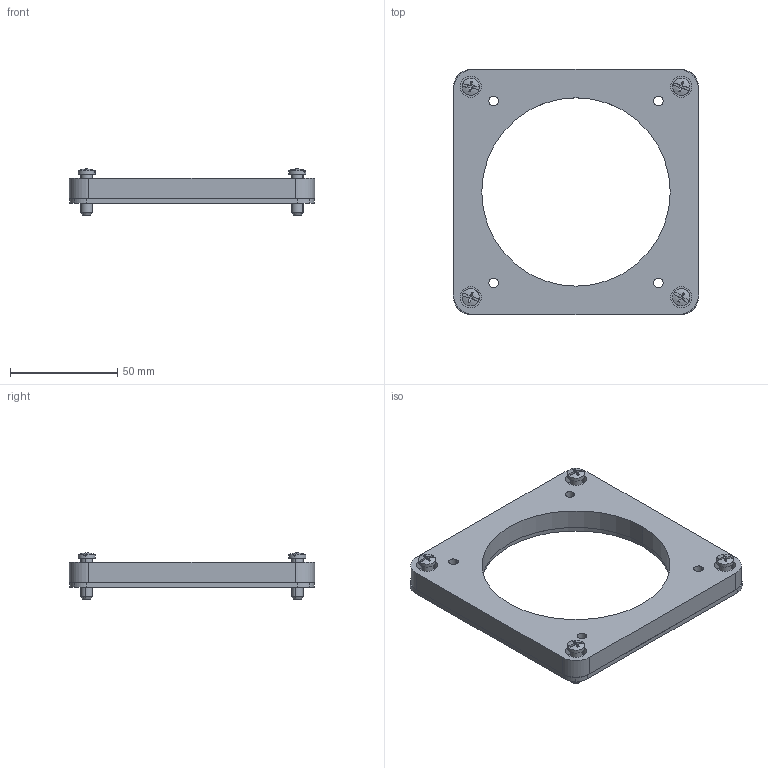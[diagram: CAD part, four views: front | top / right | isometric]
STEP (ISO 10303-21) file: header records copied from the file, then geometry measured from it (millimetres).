
FILE_DESCRIPTION (( 'STEP AP203' ), '1' );
FILE_NAME ('AP60.step', '2022-08-17T20:09:43', ( '' ), ( '' ), 'SwSTEP 2.0', 'SolidWorks 2021', '' );
FILE_SCHEMA (( 'CONFIG_CONTROL_DESIGN' ));
Length unit declared in the file: millimetre
Products named in the file (1): AP60
Bounding box: 114.55 x 114.55 x 21.51 mm (x, y, z)
Volume: 81077.5 mm3; surface area: 39035.6 mm2
Topology: 6 solids, 6 shells, 188 faces, 496 edges, 328 vertices
Faces by surface type: plane 100, cylinder 72, cone 8, sphere 8
Entity records: 6023 total; most frequent: DIRECTION 1082, CARTESIAN_POINT 1013, ORIENTED_EDGE 992, EDGE_CURVE 496, AXIS2_PLACEMENT_3D 397, VERTEX_POINT 328, LINE 288, VECTOR 288
